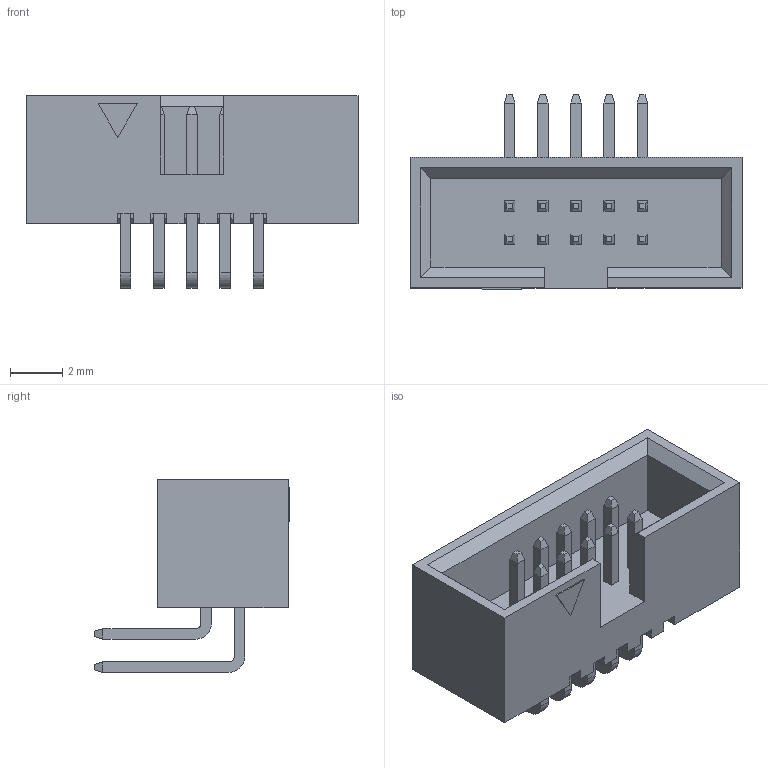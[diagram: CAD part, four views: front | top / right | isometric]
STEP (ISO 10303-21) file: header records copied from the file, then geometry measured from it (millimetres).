
FILE_DESCRIPTION(/* description */ ('Unknown'),/* implementation_level */ '2;1');
FILE_NAME(/* name */ '62701021721',/* time_stamp */ '2020-05-28T16:38:51+02:00',/* author */ ('Unknown'),/* organization */ ('Unknown'),/* preprocessor_version */ 'ST-DEVELOPER v16.7',/* originating_system */ 'DEX',/* authorisation */ $);
FILE_SCHEMA (('AUTOMOTIVE_DESIGN {1 0 10303 214 3 1 1}'));
Length unit declared in the file: millimetre
Products named in the file (4): 6270xx21721; 62701020621; 6270xx21721_Pin longue; 6270xx21721_Pin Courte
Assembly tree (11 placements, depth 2):
  6270xx21721
    62701020621
    6270xx21721_Pin longue  x5
    6270xx21721_Pin Courte  x5
Bounding box: 12.7 x 7.46 x 7.37 mm (x, y, z)
Volume: 199.3 mm3; surface area: 581.3 mm2
Topology: 11 solids, 11 shells, 313 faces, 796 edges, 496 vertices
Faces by surface type: plane 293, cylinder 20
Entity records: 5504 total; most frequent: CARTESIAN_POINT 961, ORIENTED_EDGE 952, DIRECTION 846, EDGE_CURVE 476, LINE 468, VECTOR 468, VERTEX_POINT 304, AXIS2_PLACEMENT_3D 189
